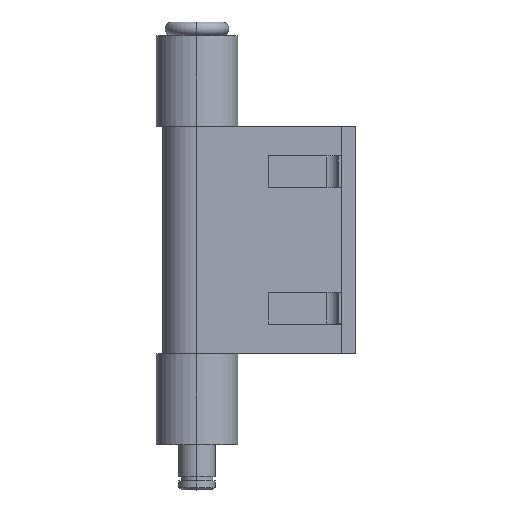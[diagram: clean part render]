
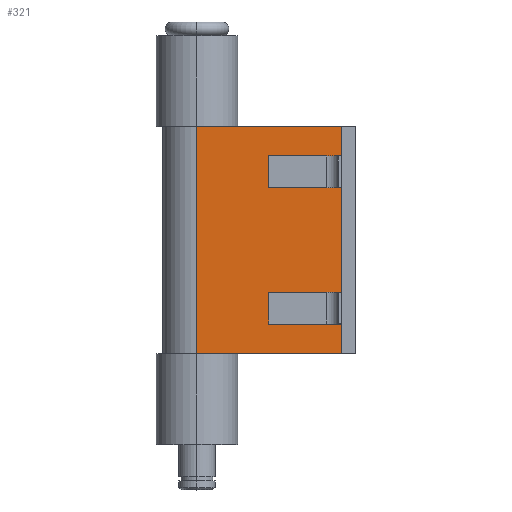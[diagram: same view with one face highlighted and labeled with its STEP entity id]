
A CAD part, top view. The second image highlights one B-rep face of the part: STEP entity #321.
In plain terms, the highlighted planar face has unit normal (0, 0, 1).
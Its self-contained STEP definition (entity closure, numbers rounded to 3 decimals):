
#313 = ORIENTED_EDGE ( 'NONE', *, *, #314, .T. ) ;
#314 = EDGE_CURVE ( 'NONE', #319, #334, #995, .T. ) ;
#317 = VERTEX_POINT ( 'NONE', #990 ) ;
#319 = VERTEX_POINT ( 'NONE', #1049 ) ;
#320 = VERTEX_POINT ( 'NONE', #1048 ) ;
#321 = ADVANCED_FACE ( 'NONE', ( #1047 ), #1046, .F. ) ;
#323 = EDGE_LOOP ( 'NONE', ( #313, #330, #324, #326, #360, #372, #361, #359, #354, #356, #373, #376 ) ) ;
#324 = ORIENTED_EDGE ( 'NONE', *, *, #325, .F. ) ;
#325 = EDGE_CURVE ( 'NONE', #333, #332, #1041, .T. ) ;
#326 = ORIENTED_EDGE ( 'NONE', *, *, #346, .F. ) ;
#327 = EDGE_CURVE ( 'NONE', #317, #320, #1037, .T. ) ;
#330 = ORIENTED_EDGE ( 'NONE', *, *, #331, .T. ) ;
#331 = EDGE_CURVE ( 'NONE', #334, #332, #1028, .T. ) ;
#332 = VERTEX_POINT ( 'NONE', #1024 ) ;
#333 = VERTEX_POINT ( 'NONE', #1023 ) ;
#334 = VERTEX_POINT ( 'NONE', #1022 ) ;
#346 = EDGE_CURVE ( 'NONE', #383, #333, #1063, .T. ) ;
#352 = EDGE_CURVE ( 'NONE', #353, #357, #1055, .T. ) ;
#353 = VERTEX_POINT ( 'NONE', #1114 ) ;
#354 = ORIENTED_EDGE ( 'NONE', *, *, #355, .F. ) ;
#355 = EDGE_CURVE ( 'NONE', #317, #363, #1113, .T. ) ;
#356 = ORIENTED_EDGE ( 'NONE', *, *, #327, .T. ) ;
#357 = VERTEX_POINT ( 'NONE', #1109 ) ;
#358 = EDGE_CURVE ( 'NONE', #362, #353, #1108, .T. ) ;
#359 = ORIENTED_EDGE ( 'NONE', *, *, #387, .F. ) ;
#360 = ORIENTED_EDGE ( 'NONE', *, *, #371, .T. ) ;
#361 = ORIENTED_EDGE ( 'NONE', *, *, #358, .F. ) ;
#362 = VERTEX_POINT ( 'NONE', #1104 ) ;
#363 = VERTEX_POINT ( 'NONE', #1103 ) ;
#371 = EDGE_CURVE ( 'NONE', #383, #357, #1092, .T. ) ;
#372 = ORIENTED_EDGE ( 'NONE', *, *, #352, .F. ) ;
#373 = ORIENTED_EDGE ( 'NONE', *, *, #374, .T. ) ;
#374 = EDGE_CURVE ( 'NONE', #320, #375, #1088, .T. ) ;
#375 = VERTEX_POINT ( 'NONE', #1146 ) ;
#376 = ORIENTED_EDGE ( 'NONE', *, *, #377, .F. ) ;
#377 = EDGE_CURVE ( 'NONE', #319, #375, #1145, .T. ) ;
#383 = VERTEX_POINT ( 'NONE', #1127 ) ;
#387 = EDGE_CURVE ( 'NONE', #363, #362, #1121, .T. ) ;
#990 = CARTESIAN_POINT ( 'NONE',  ( 0., 25., 7.5 ) ) ;
#992 = DIRECTION ( 'NONE',  ( -1., 0., 0. ) ) ;
#993 = VECTOR ( 'NONE', #992, 1000. ) ;
#994 = CARTESIAN_POINT ( 'NONE',  ( 15.8, -18.5, 7.5 ) ) ;
#995 = LINE ( 'NONE', #994, #993 ) ;
#1022 = CARTESIAN_POINT ( 'NONE',  ( 15.8, -18.5, 7.5 ) ) ;
#1023 = CARTESIAN_POINT ( 'NONE',  ( 31.8, -11.5, 7.5 ) ) ;
#1024 = CARTESIAN_POINT ( 'NONE',  ( 15.8, -11.5, 7.5 ) ) ;
#1025 = DIRECTION ( 'NONE',  ( 0., 1., 0. ) ) ;
#1026 = VECTOR ( 'NONE', #1025, 1000. ) ;
#1027 = CARTESIAN_POINT ( 'NONE',  ( 15.8, -18.5, 7.5 ) ) ;
#1028 = LINE ( 'NONE', #1027, #1026 ) ;
#1034 = DIRECTION ( 'NONE',  ( 0., -1., 0. ) ) ;
#1035 = VECTOR ( 'NONE', #1034, 1000. ) ;
#1036 = CARTESIAN_POINT ( 'NONE',  ( 0., 25., 7.5 ) ) ;
#1037 = LINE ( 'NONE', #1036, #1035 ) ;
#1038 = DIRECTION ( 'NONE',  ( -1., 0., 0. ) ) ;
#1039 = VECTOR ( 'NONE', #1038, 1000. ) ;
#1040 = CARTESIAN_POINT ( 'NONE',  ( 15.8, -11.5, 7.5 ) ) ;
#1041 = LINE ( 'NONE', #1040, #1039 ) ;
#1042 = DIRECTION ( 'NONE',  ( -1., 0., 0. ) ) ;
#1043 = DIRECTION ( 'NONE',  ( 0., 0., -1. ) ) ;
#1044 = CARTESIAN_POINT ( 'NONE',  ( 0., 25., 7.5 ) ) ;
#1045 = AXIS2_PLACEMENT_3D ( 'NONE', #1044, #1043, #1042 ) ;
#1046 = PLANE ( 'NONE',  #1045 ) ;
#1047 = FACE_OUTER_BOUND ( 'NONE', #323, .T. ) ;
#1048 = CARTESIAN_POINT ( 'NONE',  ( 0., -25., 7.5 ) ) ;
#1049 = CARTESIAN_POINT ( 'NONE',  ( 31.8, -18.5, 7.5 ) ) ;
#1054 = CARTESIAN_POINT ( 'NONE',  ( 15.8, 18.5, 7.5 ) ) ;
#1055 = LINE ( 'NONE', #1054, #1116 ) ;
#1060 = DIRECTION ( 'NONE',  ( 0., -1., 0. ) ) ;
#1061 = VECTOR ( 'NONE', #1060, 1000. ) ;
#1062 = CARTESIAN_POINT ( 'NONE',  ( 31.8, 25., 7.5 ) ) ;
#1063 = LINE ( 'NONE', #1062, #1061 ) ;
#1086 = VECTOR ( 'NONE', #1147, 1000. ) ;
#1087 = CARTESIAN_POINT ( 'NONE',  ( 0., -25., 7.5 ) ) ;
#1088 = LINE ( 'NONE', #1087, #1086 ) ;
#1089 = DIRECTION ( 'NONE',  ( -1., 0., 0. ) ) ;
#1090 = VECTOR ( 'NONE', #1089, 1000. ) ;
#1091 = CARTESIAN_POINT ( 'NONE',  ( 15.8, 11.5, 7.5 ) ) ;
#1092 = LINE ( 'NONE', #1091, #1090 ) ;
#1103 = CARTESIAN_POINT ( 'NONE',  ( 31.8, 25., 7.5 ) ) ;
#1104 = CARTESIAN_POINT ( 'NONE',  ( 31.8, 18.5, 7.5 ) ) ;
#1105 = DIRECTION ( 'NONE',  ( -1., 0., 0. ) ) ;
#1106 = VECTOR ( 'NONE', #1105, 1000. ) ;
#1107 = CARTESIAN_POINT ( 'NONE',  ( 15.8, 18.5, 7.5 ) ) ;
#1108 = LINE ( 'NONE', #1107, #1106 ) ;
#1109 = CARTESIAN_POINT ( 'NONE',  ( 15.8, 11.5, 7.5 ) ) ;
#1110 = DIRECTION ( 'NONE',  ( 1., 0., 0. ) ) ;
#1111 = VECTOR ( 'NONE', #1110, 1000. ) ;
#1112 = CARTESIAN_POINT ( 'NONE',  ( 0., 25., 7.5 ) ) ;
#1113 = LINE ( 'NONE', #1112, #1111 ) ;
#1114 = CARTESIAN_POINT ( 'NONE',  ( 15.8, 18.5, 7.5 ) ) ;
#1115 = DIRECTION ( 'NONE',  ( 0., -1., 0. ) ) ;
#1116 = VECTOR ( 'NONE', #1115, 1000. ) ;
#1118 = DIRECTION ( 'NONE',  ( 0., -1., 0. ) ) ;
#1119 = VECTOR ( 'NONE', #1118, 1000. ) ;
#1120 = CARTESIAN_POINT ( 'NONE',  ( 31.8, 25., 7.5 ) ) ;
#1121 = LINE ( 'NONE', #1120, #1119 ) ;
#1127 = CARTESIAN_POINT ( 'NONE',  ( 31.8, 11.5, 7.5 ) ) ;
#1142 = DIRECTION ( 'NONE',  ( 0., -1., 0. ) ) ;
#1143 = VECTOR ( 'NONE', #1142, 1000. ) ;
#1144 = CARTESIAN_POINT ( 'NONE',  ( 31.8, 25., 7.5 ) ) ;
#1145 = LINE ( 'NONE', #1144, #1143 ) ;
#1146 = CARTESIAN_POINT ( 'NONE',  ( 31.8, -25., 7.5 ) ) ;
#1147 = DIRECTION ( 'NONE',  ( 1., 0., 0. ) ) ;
